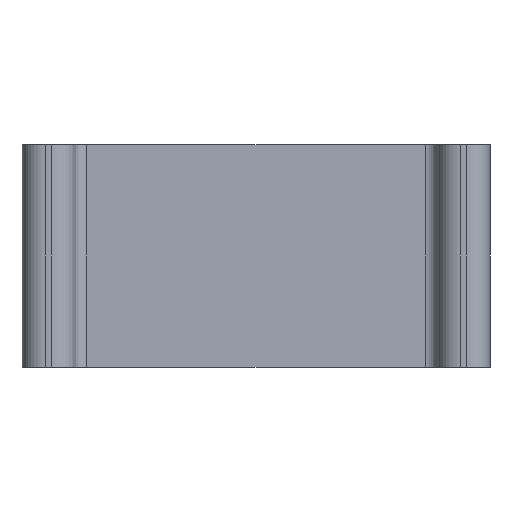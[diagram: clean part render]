
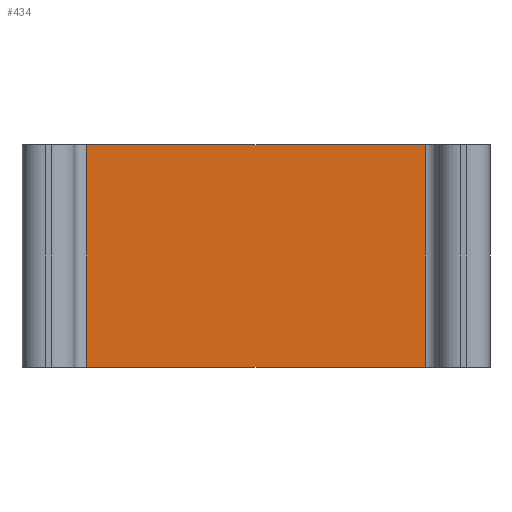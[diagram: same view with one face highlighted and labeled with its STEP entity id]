
A CAD part, front view. The second image highlights one B-rep face of the part: STEP entity #434.
In plain terms, the highlighted planar face has unit normal (0, -1, 0).
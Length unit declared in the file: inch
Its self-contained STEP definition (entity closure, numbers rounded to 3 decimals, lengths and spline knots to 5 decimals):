
#9 = CARTESIAN_POINT ( 'NONE',  ( 0.378, 0.212, 2.375 ) ) ;
#10 = AXIS2_PLACEMENT_3D ( 'NONE', #583, #442, #55 ) ;
#23 = EDGE_CURVE ( 'NONE', #42, #181, #513, .T. ) ;
#25 = VERTEX_POINT ( 'NONE', #54 ) ;
#27 = CARTESIAN_POINT ( 'NONE',  ( 3.998, 0.212, 0. ) ) ;
#42 = VERTEX_POINT ( 'NONE', #346 ) ;
#53 = DIRECTION ( 'NONE',  ( 1., 0., 0. ) ) ;
#54 = CARTESIAN_POINT ( 'NONE',  ( 3.998, 0.212, 2.375 ) ) ;
#55 = DIRECTION ( 'NONE',  ( -1., 0., 0. ) ) ;
#79 = ORIENTED_EDGE ( 'NONE', *, *, #383, .F. ) ;
#116 = LINE ( 'NONE', #376, #504 ) ;
#169 = VERTEX_POINT ( 'NONE', #698 ) ;
#181 = VERTEX_POINT ( 'NONE', #27 ) ;
#185 = PLANE ( 'NONE',  #10 ) ;
#191 = DIRECTION ( 'NONE',  ( 1., 0., 0. ) ) ;
#213 = ORIENTED_EDGE ( 'NONE', *, *, #537, .T. ) ;
#266 = DIRECTION ( 'NONE',  ( 0., 0., -1. ) ) ;
#346 = CARTESIAN_POINT ( 'NONE',  ( 0.378, 0.212, 0. ) ) ;
#350 = LINE ( 'NONE', #9, #578 ) ;
#376 = CARTESIAN_POINT ( 'NONE',  ( 3.998, 0.212, 2.375 ) ) ;
#383 = EDGE_CURVE ( 'NONE', #25, #181, #116, .T. ) ;
#386 = VECTOR ( 'NONE', #53, 39.37008 ) ;
#434 = ADVANCED_FACE ( 'NONE', ( #517 ), #185, .F. ) ;
#442 = DIRECTION ( 'NONE',  ( 0., 1., 0. ) ) ;
#464 = ORIENTED_EDGE ( 'NONE', *, *, #778, .F. ) ;
#504 = VECTOR ( 'NONE', #266, 39.37008 ) ;
#513 = LINE ( 'NONE', #789, #633 ) ;
#517 = FACE_OUTER_BOUND ( 'NONE', #609, .T. ) ;
#537 = EDGE_CURVE ( 'NONE', #169, #42, #350, .T. ) ;
#576 = ORIENTED_EDGE ( 'NONE', *, *, #23, .T. ) ;
#578 = VECTOR ( 'NONE', #685, 39.37008 ) ;
#583 = CARTESIAN_POINT ( 'NONE',  ( 3.998, 0.212, 2.375 ) ) ;
#604 = CARTESIAN_POINT ( 'NONE',  ( 3.998, 0.212, 2.375 ) ) ;
#609 = EDGE_LOOP ( 'NONE', ( #576, #79, #464, #213 ) ) ;
#633 = VECTOR ( 'NONE', #191, 39.37008 ) ;
#685 = DIRECTION ( 'NONE',  ( 0., 0., -1. ) ) ;
#698 = CARTESIAN_POINT ( 'NONE',  ( 0.378, 0.212, 2.375 ) ) ;
#778 = EDGE_CURVE ( 'NONE', #169, #25, #855, .T. ) ;
#789 = CARTESIAN_POINT ( 'NONE',  ( 3.998, 0.212, 0. ) ) ;
#855 = LINE ( 'NONE', #604, #386 ) ;
